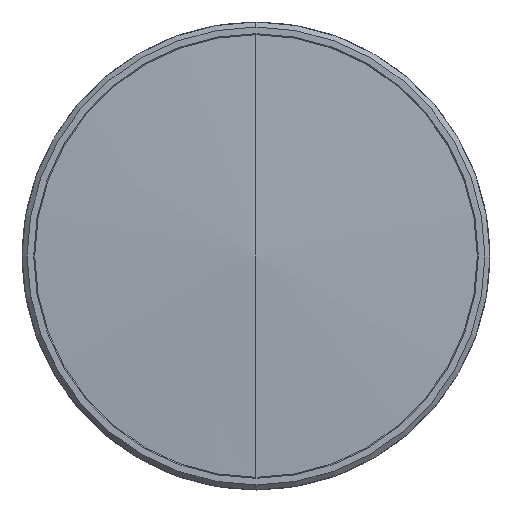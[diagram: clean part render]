
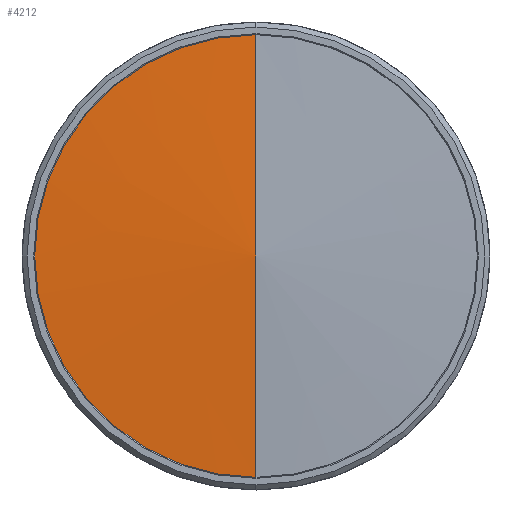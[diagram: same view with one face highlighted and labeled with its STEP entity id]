
A CAD part, left-side view. The second image highlights one B-rep face of the part: STEP entity #4212.
In plain terms, the highlighted conical face has half-angle 86.985 degrees and reference radius 18988.2 mm.
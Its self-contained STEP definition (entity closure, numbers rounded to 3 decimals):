
#176 = CARTESIAN_POINT ( 'NONE',  ( 0., 0., 0. ) ) ;
#594 = CARTESIAN_POINT ( 'NONE',  ( 5.727, 0., 0. ) ) ;
#695 = DIRECTION ( 'NONE',  ( 0.053, 0., -0.999 ) ) ;
#873 = LINE ( 'NONE', #176, #6471 ) ;
#1063 = ORIENTED_EDGE ( 'NONE', *, *, #1997, .F. ) ;
#1162 = AXIS2_PLACEMENT_3D ( 'NONE', #594, #3716, #3738 ) ;
#1484 = CARTESIAN_POINT ( 'NONE',  ( 0., 0., 0. ) ) ;
#1997 = EDGE_CURVE ( 'NONE', #5914, #3639, #3700, .T. ) ;
#2102 = EDGE_CURVE ( 'NONE', #4689, #5914, #873, .T. ) ;
#2725 = EDGE_LOOP ( 'NONE', ( #5771, #6309, #1063 ) ) ;
#2957 = CARTESIAN_POINT ( 'NONE',  ( 5.727, 0., -108.75 ) ) ;
#3246 = DIRECTION ( 'NONE',  ( 0., 0., -1. ) ) ;
#3334 = CARTESIAN_POINT ( 'NONE',  ( 0., 0., 0. ) ) ;
#3355 = DIRECTION ( 'NONE',  ( 0.053, 0., 0.999 ) ) ;
#3639 = VERTEX_POINT ( 'NONE', #5709 ) ;
#3700 = CIRCLE ( 'NONE', #1162, 108.75 ) ;
#3716 = DIRECTION ( 'NONE',  ( 1., 0., 0. ) ) ;
#3738 = DIRECTION ( 'NONE',  ( 0., 0., -1. ) ) ;
#3741 = LINE ( 'NONE', #3334, #4237 ) ;
#3771 = DIRECTION ( 'NONE',  ( 1., 0., 0. ) ) ;
#3981 = AXIS2_PLACEMENT_3D ( 'NONE', #5862, #3771, #3246 ) ;
#4212 = ADVANCED_FACE ( 'NONE', ( #5961 ), #4326, .T. ) ;
#4237 = VECTOR ( 'NONE', #3355, 1000. ) ;
#4326 = CONICAL_SURFACE ( 'NONE', #3981, 18988.161, 1.518 ) ;
#4689 = VERTEX_POINT ( 'NONE', #1484 ) ;
#5709 = CARTESIAN_POINT ( 'NONE',  ( 5.727, 0., 108.75 ) ) ;
#5771 = ORIENTED_EDGE ( 'NONE', *, *, #2102, .F. ) ;
#5862 = CARTESIAN_POINT ( 'NONE',  ( 1000., 0., 0. ) ) ;
#5914 = VERTEX_POINT ( 'NONE', #2957 ) ;
#5961 = FACE_OUTER_BOUND ( 'NONE', #2725, .T. ) ;
#6309 = ORIENTED_EDGE ( 'NONE', *, *, #6783, .T. ) ;
#6471 = VECTOR ( 'NONE', #695, 1000. ) ;
#6783 = EDGE_CURVE ( 'NONE', #4689, #3639, #3741, .T. ) ;
